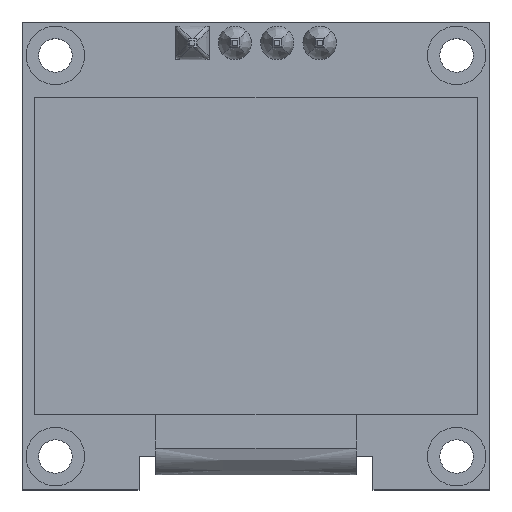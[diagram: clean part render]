
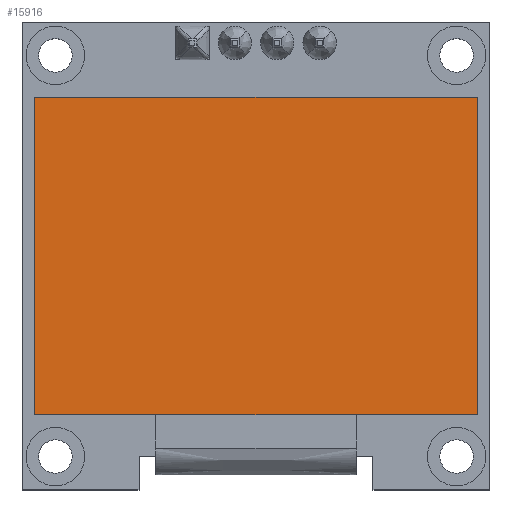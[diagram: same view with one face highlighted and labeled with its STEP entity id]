
A CAD part, top view. The second image highlights one B-rep face of the part: STEP entity #15916.
In plain terms, the highlighted planar face has unit normal (0, 0, 1).
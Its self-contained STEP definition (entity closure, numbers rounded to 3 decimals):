
#1327=FACE_OUTER_BOUND('',#2268,.T.);
#2268=EDGE_LOOP('',(#11849,#11850,#11851,#11852));
#3674=LINE('',#23600,#5584);
#3678=LINE('',#23607,#5588);
#3681=LINE('',#23613,#5591);
#3683=LINE('',#23617,#5593);
#5584=VECTOR('',#18704,10.);
#5588=VECTOR('',#18710,10.);
#5591=VECTOR('',#18715,10.);
#5593=VECTOR('',#18721,10.);
#7442=VERTEX_POINT('',#23597);
#7443=VERTEX_POINT('',#23599);
#7445=VERTEX_POINT('',#23605);
#7447=VERTEX_POINT('',#23611);
#9081=EDGE_CURVE('',#7443,#7442,#3674,.T.);
#9085=EDGE_CURVE('',#7442,#7445,#3678,.T.);
#9088=EDGE_CURVE('',#7445,#7447,#3681,.T.);
#9090=EDGE_CURVE('',#7447,#7443,#3683,.T.);
#11849=ORIENTED_EDGE('',*,*,#9085,.T.);
#11850=ORIENTED_EDGE('',*,*,#9088,.T.);
#11851=ORIENTED_EDGE('',*,*,#9090,.T.);
#11852=ORIENTED_EDGE('',*,*,#9081,.T.);
#15162=PLANE('',#16818);
#15916=ADVANCED_FACE('',(#1327),#15162,.T.);
#16818=AXIS2_PLACEMENT_3D('',#23618,#18722,#18723);
#18704=DIRECTION('',(0.,1.,0.));
#18710=DIRECTION('',(-1.,0.,0.));
#18715=DIRECTION('',(0.,-1.,0.));
#18721=DIRECTION('',(1.,0.,0.));
#18722=DIRECTION('center_axis',(0.,0.,1.));
#18723=DIRECTION('ref_axis',(1.,0.,0.));
#23597=CARTESIAN_POINT('',(13.25,9.5,1.5));
#23599=CARTESIAN_POINT('',(13.25,-9.5,1.5));
#23600=CARTESIAN_POINT('',(13.25,-9.5,1.5));
#23605=CARTESIAN_POINT('',(-13.25,9.5,1.5));
#23607=CARTESIAN_POINT('',(13.25,9.5,1.5));
#23611=CARTESIAN_POINT('',(-13.25,-9.5,1.5));
#23613=CARTESIAN_POINT('',(-13.25,9.5,1.5));
#23617=CARTESIAN_POINT('',(-13.25,-9.5,1.5));
#23618=CARTESIAN_POINT('Origin',(0.,0.,
1.5));
